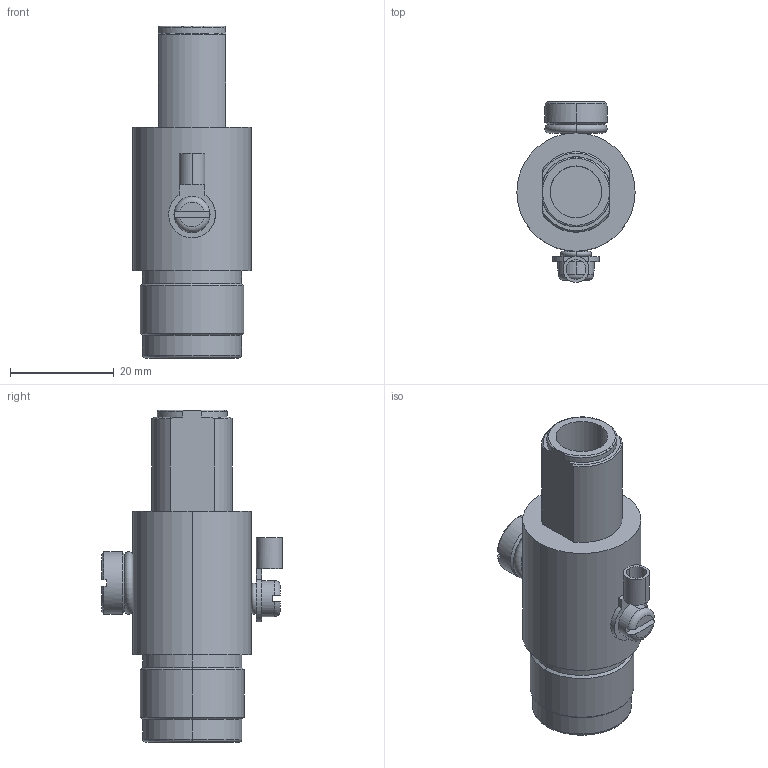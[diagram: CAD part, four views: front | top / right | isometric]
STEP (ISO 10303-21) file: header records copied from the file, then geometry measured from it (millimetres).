
FILE_DESCRIPTION((''),'2;1');
FILE_NAME('RAYDAT_CP_N_6G_MF_ASM','2020-07-28T15:32:28',('Sebastjan.kamensek'),('Audax d.o.o.'),'CREO PARAMETRIC BY PTC INC, 2017260','CREO PARAMETRIC BY PTC INC, 2017260','');
FILE_SCHEMA(('AP242_MANAGED_MODEL_BASED_3D_ENGINEERING_MIM_LF { 1 0 10303 442 1 1 4 }'));
Length unit declared in the file: millimetre
Products named in the file (5): ZSNEKI_MOSKI_1_1; ZSNEKI_MOSKI_1_2; ZSNEKI_MOSKI_1_3; ZSNEKI_MOSKI_1_ASM; RAYDAT_CP_N_6G_MF_ASM
Assembly tree (4 placements, depth 3):
  RAYDAT_CP_N_6G_MF_ASM
    ZSNEKI_MOSKI_1_ASM
      ZSNEKI_MOSKI_1_1
      ZSNEKI_MOSKI_1_2
      ZSNEKI_MOSKI_1_3
Bounding box: 22.8 x 34.85 x 64 mm (x, y, z)
Volume: 16529.1 mm3; surface area: 7013.8 mm2
Topology: 3 solids, 3 shells, 77 faces, 198 edges, 133 vertices
Faces by surface type: plane 32, cylinder 25, torus 10, cone 10
Entity records: 3126 total; most frequent: CARTESIAN_POINT 579, DIRECTION 473, ORIENTED_EDGE 396, COLOUR_RGB 317, AXIS2_PLACEMENT_3D 201, EDGE_CURVE 198, VERTEX_POINT 133, CIRCLE 112
